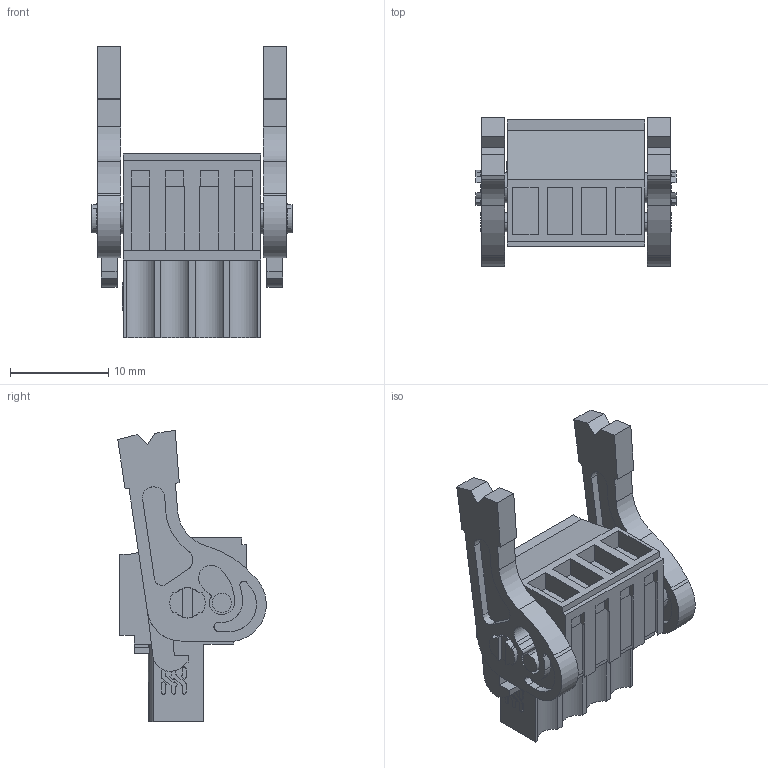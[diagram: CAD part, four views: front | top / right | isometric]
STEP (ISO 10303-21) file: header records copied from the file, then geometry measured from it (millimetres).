
FILE_DESCRIPTION(('CATIA V5 STEP Exchange','CAx-IF Rec.Pracs.--- Model Styling and Organization---1.2---2011-12-15'),'2;1');
FILE_NAME ('D1452678_0_1531010000_1531010000.stp','2017-04-25T12:44:51+00:00',('none'),('Weidmueller'),'CATIA Version 5-6 Release 2014','CATIA V5 STEP AP214','none');
FILE_SCHEMA(('AUTOMOTIVE_DESIGN { 1 0 10303 214 1 1 1 1 }'));
Length unit declared in the file: millimetre
Products named in the file (1): 1531010000
Bounding box: 20.4 x 15.12 x 29.66 mm (x, y, z)
Volume: 2725.9 mm3; surface area: 3126.5 mm2
Topology: 7 solids, 7 shells, 473 faces, 1297 edges, 872 vertices
Faces by surface type: plane 349, cylinder 64, extrusion 60
Entity records: 15000 total; most frequent: CARTESIAN_POINT 3686, ORIENTED_EDGE 2594, DIRECTION 1785, EDGE_CURVE 1297, VECTOR 1007, LINE 947, VERTEX_POINT 872, EDGE_LOOP 515
